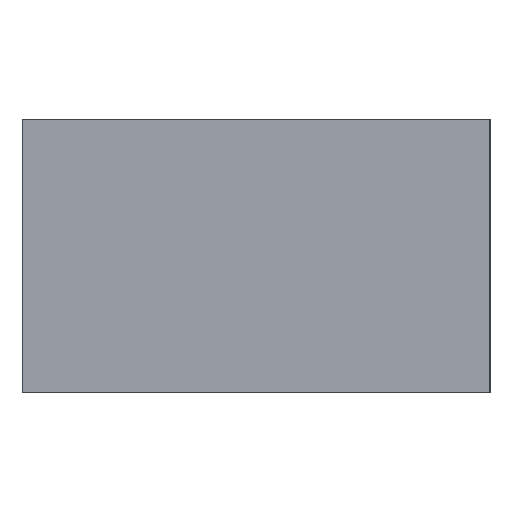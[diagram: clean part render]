
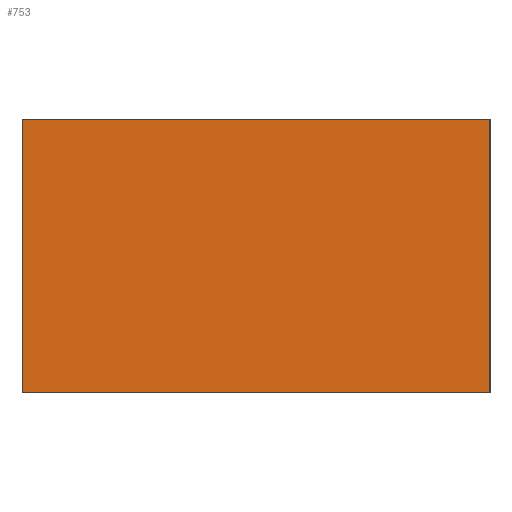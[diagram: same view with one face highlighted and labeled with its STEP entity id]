
A CAD part, left-side view. The second image highlights one B-rep face of the part: STEP entity #753.
In plain terms, the highlighted planar face has unit normal (-1, 0, 0).
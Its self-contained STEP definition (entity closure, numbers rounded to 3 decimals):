
#64=FACE_OUTER_BOUND('',#110,.T.);
#110=EDGE_LOOP('',(#567,#568,#569,#570));
#182=LINE('',#1174,#279);
#186=LINE('',#1181,#283);
#187=LINE('',#1184,#284);
#188=LINE('',#1185,#285);
#279=VECTOR('',#946,10.);
#283=VECTOR('',#952,10.);
#284=VECTOR('',#955,10.);
#285=VECTOR('',#956,10.);
#368=VERTEX_POINT('',#1171);
#369=VERTEX_POINT('',#1173);
#371=VERTEX_POINT('',#1179);
#372=VERTEX_POINT('',#1183);
#442=EDGE_CURVE('',#368,#369,#182,.T.);
#446=EDGE_CURVE('',#368,#371,#186,.T.);
#447=EDGE_CURVE('',#372,#371,#187,.T.);
#448=EDGE_CURVE('',#369,#372,#188,.T.);
#567=ORIENTED_EDGE('',*,*,#446,.T.);
#568=ORIENTED_EDGE('',*,*,#447,.F.);
#569=ORIENTED_EDGE('',*,*,#448,.F.);
#570=ORIENTED_EDGE('',*,*,#442,.F.);
#711=PLANE('',#835);
#753=ADVANCED_FACE('',(#64),#711,.T.);
#835=AXIS2_PLACEMENT_3D('',#1182,#953,#954);
#946=DIRECTION('',(0.,1.,0.));
#952=DIRECTION('',(0.,0.,1.));
#953=DIRECTION('center_axis',(-1.,0.,0.));
#954=DIRECTION('ref_axis',(0.,-1.,0.));
#955=DIRECTION('',(0.,-1.,0.));
#956=DIRECTION('',(0.,0.,1.));
#1171=CARTESIAN_POINT('',(-60.5,-53.,-2.));
#1173=CARTESIAN_POINT('',(-60.5,53.,-2.));
#1174=CARTESIAN_POINT('',(-60.5,53.,-2.));
#1179=CARTESIAN_POINT('',(-60.5,-53.,60.));
#1181=CARTESIAN_POINT('',(-60.5,-53.,0.));
#1182=CARTESIAN_POINT('Origin',(-60.5,53.,0.));
#1183=CARTESIAN_POINT('',(-60.5,53.,60.));
#1184=CARTESIAN_POINT('',(-60.5,53.,60.));
#1185=CARTESIAN_POINT('',(-60.5,53.,0.));
